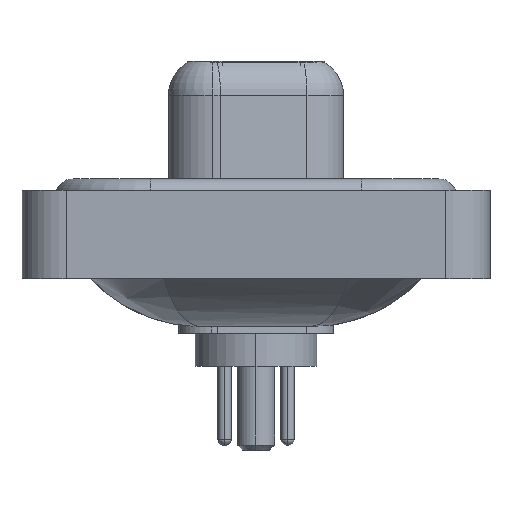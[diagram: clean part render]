
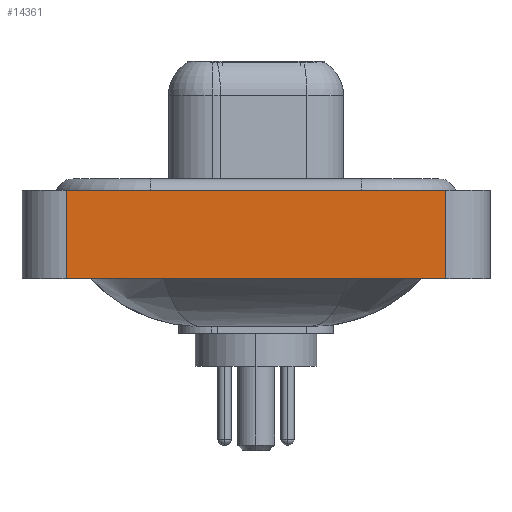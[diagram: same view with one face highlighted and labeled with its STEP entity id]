
A CAD part, left-side view. The second image highlights one B-rep face of the part: STEP entity #14361.
In plain terms, the highlighted planar face has unit normal (-1, 0, 0).
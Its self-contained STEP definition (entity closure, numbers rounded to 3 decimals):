
#74 = ORIENTED_EDGE ( 'NONE', *, *, #1702, .T. ) ;
#1580 = ORIENTED_EDGE ( 'NONE', *, *, #17969, .F. ) ;
#1702 = EDGE_CURVE ( 'NONE', #18065, #18456, #16101, .T. ) ;
#1786 = VECTOR ( 'NONE', #5541, 1000. ) ;
#1869 = LINE ( 'NONE', #17754, #6518 ) ;
#2340 = EDGE_CURVE ( 'NONE', #19958, #18456, #13315, .T. ) ;
#2514 = DIRECTION ( 'NONE',  ( 0., 0., 1. ) ) ;
#3872 = ORIENTED_EDGE ( 'NONE', *, *, #9932, .T. ) ;
#4360 = CARTESIAN_POINT ( 'NONE',  ( -7.3, -8.55, -3.6 ) ) ;
#4676 = VECTOR ( 'NONE', #12803, 1000. ) ;
#5541 = DIRECTION ( 'NONE',  ( 0., -1., 0. ) ) ;
#6518 = VECTOR ( 'NONE', #16205, 1000. ) ;
#7022 = ORIENTED_EDGE ( 'NONE', *, *, #2340, .F. ) ;
#7128 = PLANE ( 'NONE',  #16309 ) ;
#8429 = CARTESIAN_POINT ( 'NONE',  ( -7.3, -8.55, -3.6 ) ) ;
#9176 = DIRECTION ( 'NONE',  ( 0., -1., 0. ) ) ;
#9932 = EDGE_CURVE ( 'NONE', #15894, #18065, #10687, .T. ) ;
#10687 = LINE ( 'NONE', #4360, #18073 ) ;
#12803 = DIRECTION ( 'NONE',  ( 0., 0., 1. ) ) ;
#13315 = LINE ( 'NONE', #19600, #1786 ) ;
#13351 = FACE_OUTER_BOUND ( 'NONE', #14243, .T. ) ;
#13486 = CARTESIAN_POINT ( 'NONE',  ( -7.3, 8.55, 0.4 ) ) ;
#14243 = EDGE_LOOP ( 'NONE', ( #74, #7022, #1580, #3872 ) ) ;
#14361 = ADVANCED_FACE ( 'NONE', ( #13351 ), #7128, .T. ) ;
#14408 = CARTESIAN_POINT ( 'NONE',  ( -7.3, -8.55, 0.4 ) ) ;
#15273 = CARTESIAN_POINT ( 'NONE',  ( -7.3, -8.55, -3.6 ) ) ;
#15275 = CARTESIAN_POINT ( 'NONE',  ( -7.3, 8.55, -3.6 ) ) ;
#15658 = CARTESIAN_POINT ( 'NONE',  ( -7.3, -8.55, -3.6 ) ) ;
#15894 = VERTEX_POINT ( 'NONE', #15275 ) ;
#16101 = LINE ( 'NONE', #15658, #4676 ) ;
#16205 = DIRECTION ( 'NONE',  ( 0., 0., 1. ) ) ;
#16309 = AXIS2_PLACEMENT_3D ( 'NONE', #15273, #18366, #2514 ) ;
#17754 = CARTESIAN_POINT ( 'NONE',  ( -7.3, 8.55, -3.6 ) ) ;
#17969 = EDGE_CURVE ( 'NONE', #15894, #19958, #1869, .T. ) ;
#18065 = VERTEX_POINT ( 'NONE', #8429 ) ;
#18073 = VECTOR ( 'NONE', #9176, 1000. ) ;
#18366 = DIRECTION ( 'NONE',  ( -1., 0., 0. ) ) ;
#18456 = VERTEX_POINT ( 'NONE', #14408 ) ;
#19600 = CARTESIAN_POINT ( 'NONE',  ( -7.3, -8.55, 0.4 ) ) ;
#19958 = VERTEX_POINT ( 'NONE', #13486 ) ;
